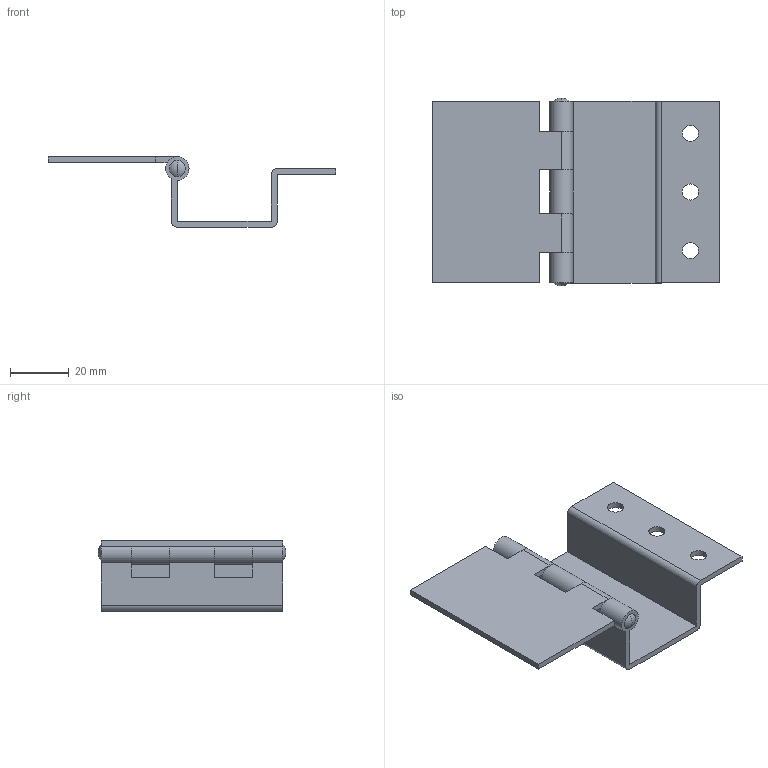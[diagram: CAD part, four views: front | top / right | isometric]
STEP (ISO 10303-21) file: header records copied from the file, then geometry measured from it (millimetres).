
FILE_DESCRIPTION (( 'STEP AP203' ), '1' );
FILE_NAME ('B-562-1.STEP', '2009-01-07T00:49:32', ( ' ' ), ( ' ' ), 'SwSTEP 2.0', 'SolidWorks 2007', '' );
FILE_SCHEMA (( 'CONFIG_CONTROL_DESIGN' ));
Length unit declared in the file: millimetre
Products named in the file (4): B-562-1僺儞__棉太倌; B-562-1僸儞僕B__棉太倌; B-562-1僸儞僕A__棉太倌; B-562-1
Assembly tree (3 placements, depth 2):
  B-562-1
    B-562-1僸儞僕B__棉太倌
    B-562-1僸儞僕A__棉太倌
    B-562-1僺儞__棉太倌
Bounding box: 98 x 64 x 24 mm (x, y, z)
Volume: 18317.8 mm3; surface area: 19653.3 mm2
Topology: 3 solids, 3 shells, 63 faces, 167 edges, 112 vertices
Faces by surface type: plane 31, cylinder 28, sphere 4
Entity records: 2427 total; most frequent: DIRECTION 369, CARTESIAN_POINT 348, ORIENTED_EDGE 334, EDGE_CURVE 167, AXIS2_PLACEMENT_3D 133, VERTEX_POINT 112, VECTOR 103, LINE 103
